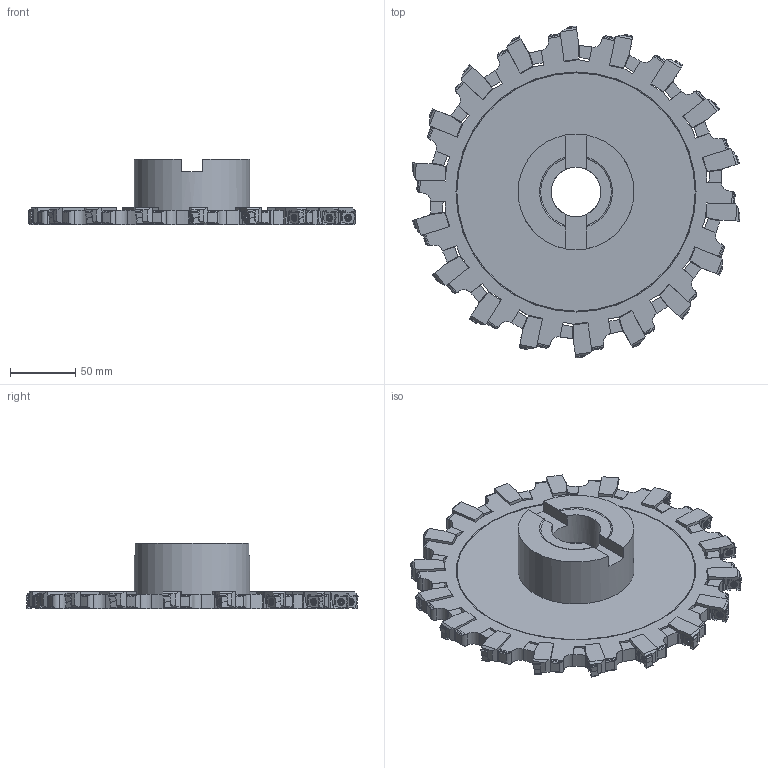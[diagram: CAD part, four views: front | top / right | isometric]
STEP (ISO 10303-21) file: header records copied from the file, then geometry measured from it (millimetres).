
FILE_DESCRIPTION(/* description */ (''),/* implementation_level */ '2;1');
FILE_NAME(/* name */ 'R335.18-10.00-XL0809R-XN05_Detailed.stp',/* time_stamp */ '2024-07-22T09:31:14+05:00',/* author */ (''),/* organization */ (''),/* preprocessor_version */ 'ST-DEVELOPER v18.102',/* originating_system */ 'SIEMENS PLM Software NX2206.8101',/* authorisation */ '');
FILE_SCHEMA (('AUTOMOTIVE_DESIGN { 1 0 10303 214 3 1 1 1 }'));
Products named in the file (4): CUT; NOCUT; ASSEMBLY_CONSTRUCTION; R335.18-10.00-XL0809R-XN05_Detailed_stp
Assembly tree (20 placements, depth 2):
  R335.18-10.00-XL0809R-XN05_Detailed_stp
    ASSEMBLY_CONSTRUCTION
    NOCUT
    CUT  x18
Bounding box: 251.41 x 254.93 x 50.55 mm (x, y, z)
Volume: 625959.7 mm3; surface area: 147420.2 mm2
Topology: 37 solids, 37 shells, 1824 faces, 5403 edges, 3750 vertices
Faces by surface type: plane 843, cylinder 435, bspline 234, torus 130, cone 128, sphere 54
Full cylindrical faces by diameter (mm): 3.5 x18, 4 x18, 4.8 x18, 38.1 x1, 56 x1, 88.9 x1
Entity records: 89041 total; most frequent: CARTESIAN_POINT 58704, ORIENTED_EDGE 6734, DIRECTION 5360, EDGE_CURVE 3367, VERTEX_POINT 2339, AXIS2_PLACEMENT_3D 1861, LINE 1638, VECTOR 1638
